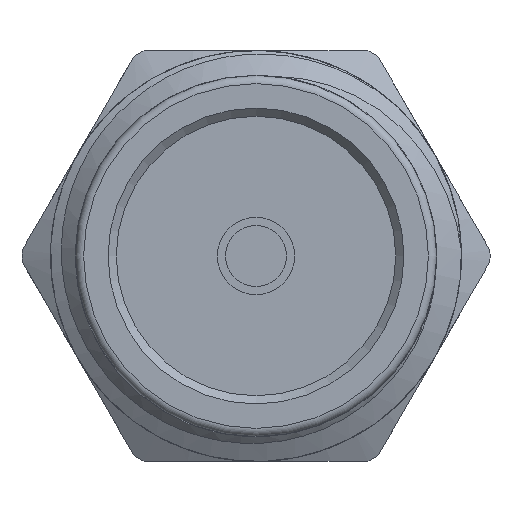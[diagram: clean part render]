
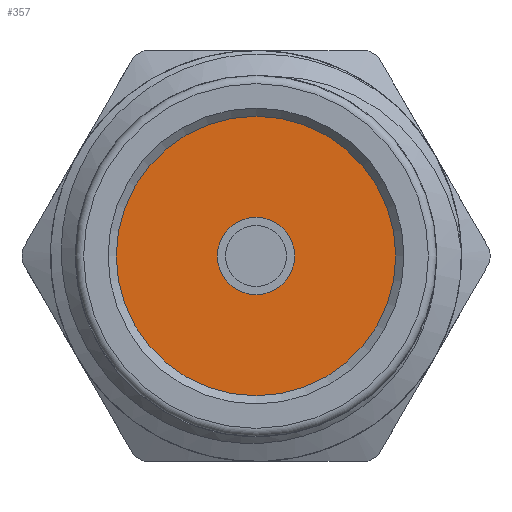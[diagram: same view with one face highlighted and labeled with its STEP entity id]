
A CAD part, left-side view. The second image highlights one B-rep face of the part: STEP entity #357.
In plain terms, the highlighted planar face has unit normal (-1, 0, 0).
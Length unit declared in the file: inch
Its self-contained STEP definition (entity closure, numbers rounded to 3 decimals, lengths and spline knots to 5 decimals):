
#54 = CIRCLE ( 'NONE', #1590, 0.0235 ) ;
#69 = DIRECTION ( 'NONE',  ( -1., 0., 0. ) ) ;
#86 = DIRECTION ( 'NONE',  ( 0., 0., 1. ) ) ;
#208 = EDGE_LOOP ( 'NONE', ( #1445 ) ) ;
#357 = ADVANCED_FACE ( 'NONE', ( #1299, #776 ), #418, .T. ) ;
#418 = PLANE ( 'NONE',  #1165 ) ;
#564 = CARTESIAN_POINT ( 'NONE',  ( 0.075, 0., 0. ) ) ;
#625 = CARTESIAN_POINT ( 'NONE',  ( 0.075, 0., 0.0235 ) ) ;
#647 = EDGE_CURVE ( 'NONE', #2132, #2132, #1807, .T. ) ;
#776 = FACE_OUTER_BOUND ( 'NONE', #208, .T. ) ;
#893 = ORIENTED_EDGE ( 'NONE', *, *, #2164, .F. ) ;
#930 = VERTEX_POINT ( 'NONE', #625 ) ;
#953 = DIRECTION ( 'NONE',  ( 0., 0., 1. ) ) ;
#961 = CARTESIAN_POINT ( 'NONE',  ( 0.075, 0., 0.085 ) ) ;
#1097 = CARTESIAN_POINT ( 'NONE',  ( 0.075, 0., 0. ) ) ;
#1165 = AXIS2_PLACEMENT_3D ( 'NONE', #1277, #1955, #953 ) ;
#1277 = CARTESIAN_POINT ( 'NONE',  ( 0.075, 0., 0. ) ) ;
#1299 = FACE_BOUND ( 'NONE', #2117, .T. ) ;
#1445 = ORIENTED_EDGE ( 'NONE', *, *, #647, .T. ) ;
#1568 = DIRECTION ( 'NONE',  ( 0., 0., 1. ) ) ;
#1590 = AXIS2_PLACEMENT_3D ( 'NONE', #564, #69, #1568 ) ;
#1610 = DIRECTION ( 'NONE',  ( -1., 0., 0. ) ) ;
#1807 = CIRCLE ( 'NONE', #2161, 0.085 ) ;
#1955 = DIRECTION ( 'NONE',  ( -1., 0., 0. ) ) ;
#2117 = EDGE_LOOP ( 'NONE', ( #893 ) ) ;
#2132 = VERTEX_POINT ( 'NONE', #961 ) ;
#2161 = AXIS2_PLACEMENT_3D ( 'NONE', #1097, #1610, #86 ) ;
#2164 = EDGE_CURVE ( 'NONE', #930, #930, #54, .T. ) ;
